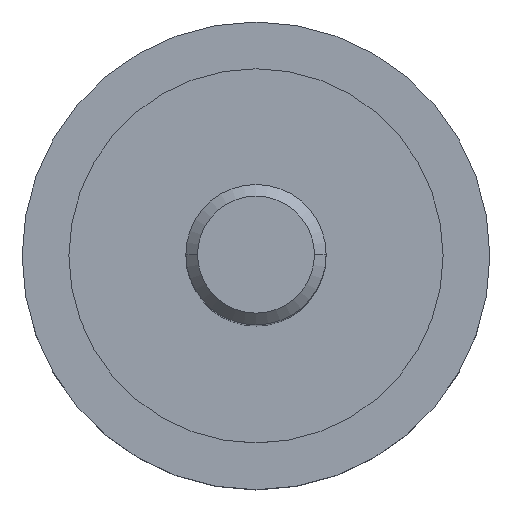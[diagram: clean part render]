
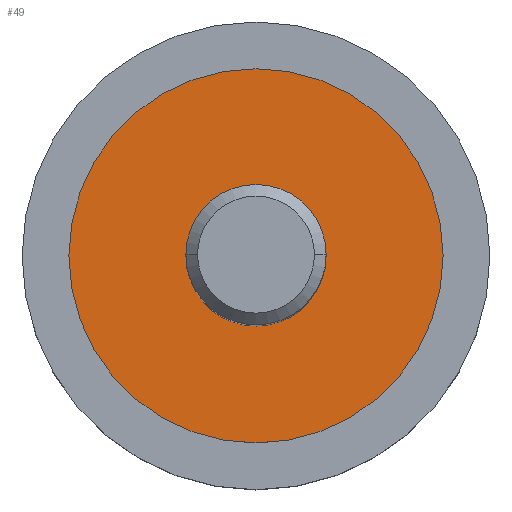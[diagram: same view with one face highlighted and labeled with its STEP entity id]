
A CAD part, top view. The second image highlights one B-rep face of the part: STEP entity #49.
In plain terms, the highlighted planar face has unit normal (0, 0, 1).
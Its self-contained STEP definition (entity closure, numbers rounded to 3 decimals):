
#49=ADVANCED_FACE('1355',(#98,#99),#100,.F.);
#98=FACE_OUTER_BOUND('',#144,.T.);
#99=FACE_BOUND('',#145,.T.);
#100=PLANE('',#146);
#144=EDGE_LOOP('',(#211,#212));
#145=EDGE_LOOP('',(#213,#214));
#146=AXIS2_PLACEMENT_3D('',#215,#216,#217);
#211=ORIENTED_EDGE('',*,*,#271,.F.);
#212=ORIENTED_EDGE('',*,*,#274,.T.);
#213=ORIENTED_EDGE('',*,*,#276,.T.);
#214=ORIENTED_EDGE('',*,*,#277,.T.);
#215=CARTESIAN_POINT('',(0.0,0.0,6.5));
#216=DIRECTION('',(0.0,0.0,-1.0));
#217=DIRECTION('',(0.0,1.0,0.0));
#271=EDGE_CURVE('1356',#311,#313,#314,.T.);
#274=EDGE_CURVE('1374',#311,#313,#317,.T.);
#276=EDGE_CURVE('1382',#319,#320,#321,.T.);
#277=EDGE_CURVE('1381',#320,#319,#322,.T.);
#311=VERTEX_POINT('',#362);
#313=VERTEX_POINT('',#365);
#314=CIRCLE('',#366,8.0);
#317=CIRCLE('',#370,8.0);
#319=VERTEX_POINT('',#372);
#320=VERTEX_POINT('',#373);
#321=CIRCLE('',#374,3.0);
#322=CIRCLE('',#375,3.0);
#362=CARTESIAN_POINT('',(-8.0,0.0,6.5));
#365=CARTESIAN_POINT('',(8.0,0.0,6.5));
#366=AXIS2_PLACEMENT_3D('',#419,#420,#421);
#370=AXIS2_PLACEMENT_3D('',#423,#424,#425);
#372=CARTESIAN_POINT('',(3.0,0.0,6.5));
#373=CARTESIAN_POINT('',(-3.0,0.0,6.5));
#374=AXIS2_PLACEMENT_3D('',#426,#427,#428);
#375=AXIS2_PLACEMENT_3D('',#429,#430,#431);
#419=CARTESIAN_POINT('',(0.0,0.0,6.5));
#420=DIRECTION('',(0.0,0.0,-1.0));
#421=DIRECTION('',(-1.0,0.0,0.0));
#423=CARTESIAN_POINT('',(0.0,0.0,6.5));
#424=DIRECTION('',(0.0,0.0,1.0));
#425=DIRECTION('',(-1.0,0.0,0.0));
#426=CARTESIAN_POINT('',(0.0,0.0,6.5));
#427=DIRECTION('',(0.0,0.0,-1.0));
#428=DIRECTION('',(1.0,0.0,0.0));
#429=CARTESIAN_POINT('',(0.0,0.0,6.5));
#430=DIRECTION('',(0.0,0.0,-1.0));
#431=DIRECTION('',(-1.0,0.0,0.0));
